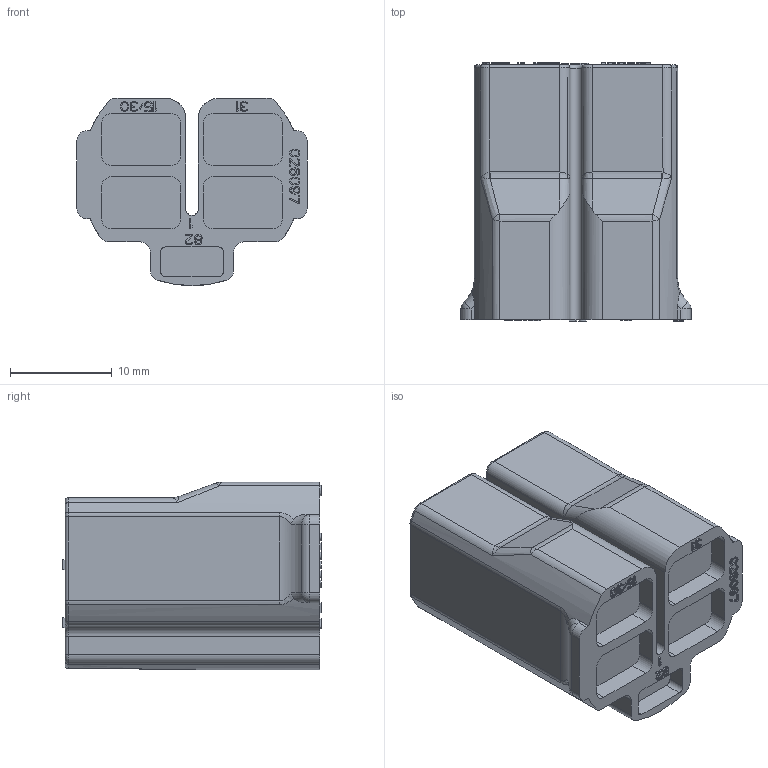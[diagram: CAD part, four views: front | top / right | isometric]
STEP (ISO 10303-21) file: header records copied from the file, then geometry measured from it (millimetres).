
FILE_DESCRIPTION((''),'2;1');
FILE_NAME('026097','2020-12-11T16:15:18',('teru'),(''),'CREO PARAMETRIC BY PTC INC, 2017380','CREO PARAMETRIC BY PTC INC, 2017380','');
FILE_SCHEMA(('CONFIG_CONTROL_DESIGN'));
Length unit declared in the file: millimetre
Products named in the file (1): 026097
Bounding box: 22.6 x 25.35 x 18.4 mm (x, y, z)
Volume: 6602.9 mm3; surface area: 3217.9 mm2
Topology: 1 solids, 1 shells, 1421 faces, 3979 edges, 2622 vertices
Faces by surface type: plane 1274, cylinder 92, torus 34, bspline 15, sphere 6
Entity records: 45410 total; most frequent: CARTESIAN_POINT 8760, ORIENTED_EDGE 7958, DIRECTION 6948, EDGE_CURVE 3979, VECTOR 3702, LINE 3702, VERTEX_POINT 2622, AXIS2_PLACEMENT_3D 1623
